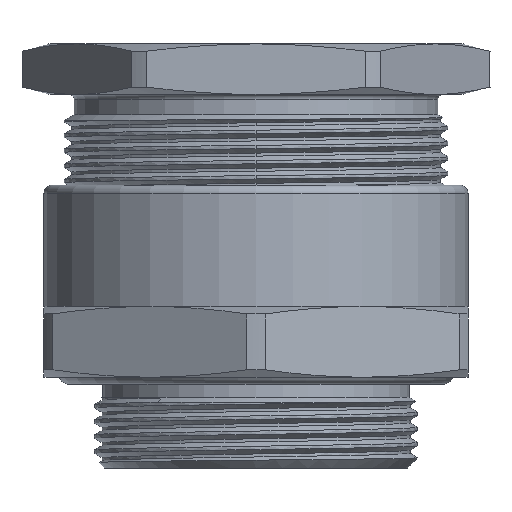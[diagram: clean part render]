
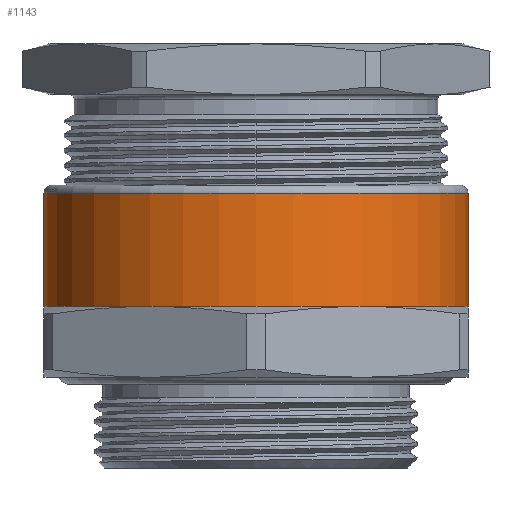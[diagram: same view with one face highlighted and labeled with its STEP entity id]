
A CAD part, front view. The second image highlights one B-rep face of the part: STEP entity #1143.
In plain terms, the highlighted cylindrical face has radius 21 mm (diameter 42 mm), a full revolution.
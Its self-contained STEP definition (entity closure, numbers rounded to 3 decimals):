
#388=CARTESIAN_POINT('',(-21.,0.,16.));
#389=VERTEX_POINT('',#388);
#466=CARTESIAN_POINT('',(-10.5,-18.187,16.));
#467=VERTEX_POINT('',#466);
#538=CARTESIAN_POINT('',(10.5,-18.187,16.));
#539=VERTEX_POINT('',#538);
#610=CARTESIAN_POINT('',(21.,0.,16.));
#611=VERTEX_POINT('',#610);
#688=CARTESIAN_POINT('',(10.5,18.187,16.));
#689=VERTEX_POINT('',#688);
#760=CARTESIAN_POINT('',(-10.5,18.187,16.));
#761=VERTEX_POINT('',#760);
#830=CARTESIAN_POINT('',(0.,0.,16.));
#831=DIRECTION('',(-0.,0.,-1.));
#832=DIRECTION('',(-1.,-0.,0.));
#833=AXIS2_PLACEMENT_3D('',#830,#831,#832);
#834=CIRCLE('',#833,21.);
#835=EDGE_CURVE('',#611,#539,#834,.T.);
#854=CARTESIAN_POINT('',(0.,0.,16.));
#855=DIRECTION('',(-0.,0.,-1.));
#856=DIRECTION('',(-1.,-0.,0.));
#857=AXIS2_PLACEMENT_3D('',#854,#855,#856);
#858=CIRCLE('',#857,21.);
#859=EDGE_CURVE('',#539,#467,#858,.T.);
#878=CARTESIAN_POINT('',(0.,0.,16.));
#879=DIRECTION('',(-0.,0.,-1.));
#880=DIRECTION('',(-1.,-0.,0.));
#881=AXIS2_PLACEMENT_3D('',#878,#879,#880);
#882=CIRCLE('',#881,21.);
#883=EDGE_CURVE('',#467,#389,#882,.T.);
#902=CARTESIAN_POINT('',(0.,0.,16.));
#903=DIRECTION('',(-0.,0.,-1.));
#904=DIRECTION('',(-1.,-0.,0.));
#905=AXIS2_PLACEMENT_3D('',#902,#903,#904);
#906=CIRCLE('',#905,21.);
#907=EDGE_CURVE('',#689,#611,#906,.T.);
#926=CARTESIAN_POINT('',(0.,0.,16.));
#927=DIRECTION('',(-0.,0.,-1.));
#928=DIRECTION('',(-1.,-0.,0.));
#929=AXIS2_PLACEMENT_3D('',#926,#927,#928);
#930=CIRCLE('',#929,21.);
#931=EDGE_CURVE('',#389,#761,#930,.T.);
#950=CARTESIAN_POINT('',(0.,0.,16.));
#951=DIRECTION('',(-0.,0.,-1.));
#952=DIRECTION('',(-1.,-0.,0.));
#953=AXIS2_PLACEMENT_3D('',#950,#951,#952);
#954=CIRCLE('',#953,21.);
#955=EDGE_CURVE('',#761,#689,#954,.T.);
#1105=CARTESIAN_POINT('',(0.,0.,0.));
#1106=DIRECTION('',(-0.,0.,-1.));
#1107=DIRECTION('',(-1.,-0.,0.));
#1108=AXIS2_PLACEMENT_3D('',#1105,#1106,#1107);
#1109=CYLINDRICAL_SURFACE('',#1108,21.);
#1110=CARTESIAN_POINT('',(-21.,0.,27.2));
#1111=VERTEX_POINT('',#1110);
#1112=CARTESIAN_POINT('',(-21.,-0.,16.));
#1113=DIRECTION('',(0.,-0.,1.));
#1114=VECTOR('',#1113,11.2);
#1115=LINE('',#1112,#1114);
#1116=EDGE_CURVE('',#389,#1111,#1115,.T.);
#1117=ORIENTED_EDGE('',*,*,#1116,.T.);
#1118=CARTESIAN_POINT('',(21.,-0.,27.2));
#1119=VERTEX_POINT('',#1118);
#1120=CARTESIAN_POINT('',(0.,0.,27.2));
#1121=DIRECTION('',(-0.,0.,-1.));
#1122=DIRECTION('',(1.,0.,-0.));
#1123=AXIS2_PLACEMENT_3D('',#1120,#1121,#1122);
#1124=CIRCLE('',#1123,21.);
#1125=EDGE_CURVE('',#1111,#1119,#1124,.T.);
#1126=ORIENTED_EDGE('',*,*,#1125,.T.);
#1127=CARTESIAN_POINT('',(0.,0.,27.2));
#1128=DIRECTION('',(-0.,0.,-1.));
#1129=DIRECTION('',(1.,0.,-0.));
#1130=AXIS2_PLACEMENT_3D('',#1127,#1128,#1129);
#1131=CIRCLE('',#1130,21.);
#1132=EDGE_CURVE('',#1119,#1111,#1131,.T.);
#1133=ORIENTED_EDGE('',*,*,#1132,.T.);
#1134=ORIENTED_EDGE('',*,*,#1116,.F.);
#1135=ORIENTED_EDGE('',*,*,#883,.F.);
#1136=ORIENTED_EDGE('',*,*,#859,.F.);
#1137=ORIENTED_EDGE('',*,*,#835,.F.);
#1138=ORIENTED_EDGE('',*,*,#907,.F.);
#1139=ORIENTED_EDGE('',*,*,#955,.F.);
#1140=ORIENTED_EDGE('',*,*,#931,.F.);
#1141=EDGE_LOOP('',(#1117,#1126,#1133,#1134,#1135,#1136,#1137,#1138,#1139,#1140));
#1142=FACE_BOUND('',#1141,.T.);
#1143=ADVANCED_FACE('',(#1142),#1109,.T.);
